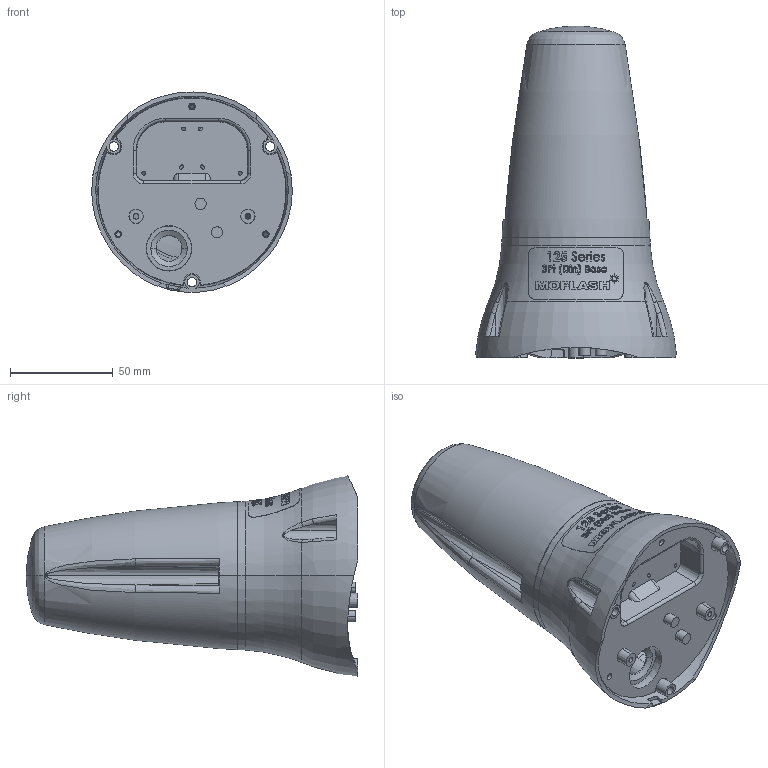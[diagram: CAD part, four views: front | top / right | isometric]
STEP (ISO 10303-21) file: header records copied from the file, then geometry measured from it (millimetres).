
FILE_DESCRIPTION (( 'STEP AP214' ), '1' );
FILE_NAME ('Moflash 125 Series 3Pt Base.STEP', '2016-03-14T14:01:33', ( '' ), ( '' ), 'SwSTEP 2.0', 'SolidWorks 2015', '' );
FILE_SCHEMA (( 'AUTOMOTIVE_DESIGN' ));
Length unit declared in the file: millimetre
Products named in the file (2): Moflash 125 Series 3Pt Base
Bounding box: 97.75 x 161.6 x 97.45 mm (x, y, z)
Surface area: 62773.3 mm2 (no closed solid volume)
Topology: 0 solids, 4 shells, 598 faces, 1697 edges, 1150 vertices
Faces by surface type: bspline 229, plane 207, cylinder 73, torus 64, cone 23, sphere 2
Entity records: 39527 total; most frequent: CARTESIAN_POINT 19176, ORIENTED_EDGE 3231, DIRECTION 2129, EDGE_CURVE 1695, VERTEX_POINT 1150, AXIS2_PLACEMENT_3D 805, B_SPLINE_CURVE_WITH_KNOTS 720, EDGE_LOOP 672
